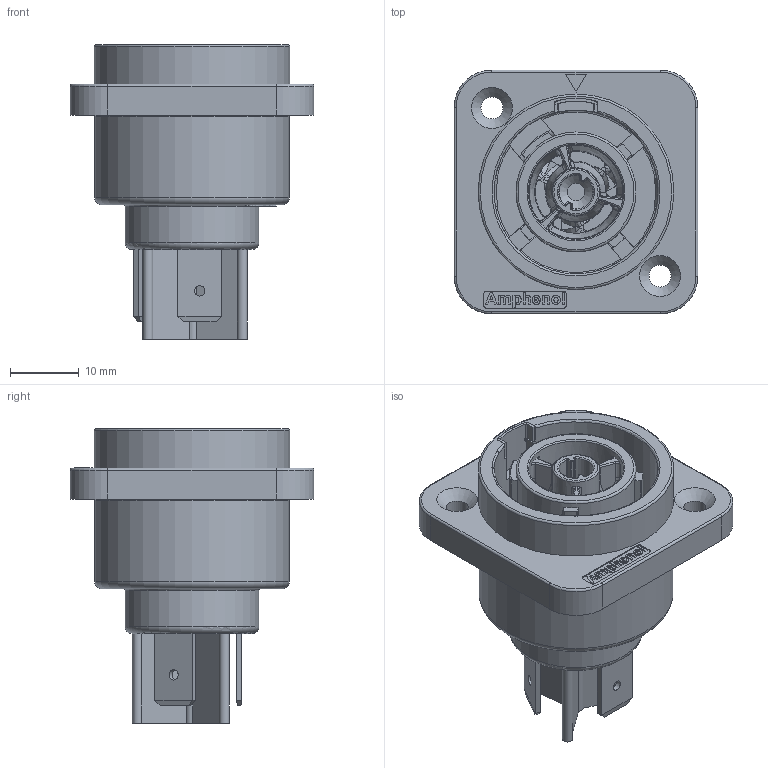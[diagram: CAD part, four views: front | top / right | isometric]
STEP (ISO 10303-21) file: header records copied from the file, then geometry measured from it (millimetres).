
FILE_DESCRIPTION(/* description */ (''),/* implementation_level */ '2;1');
FILE_NAME(/* name */ 'HPT-3-FD.stp',/* time_stamp */ '2019-07-26T15:56:07+10:00',/* author */ ('thien'),/* organization */ (''),/* preprocessor_version */ 'ST-DEVELOPER v17',/* originating_system */ 'Autodesk Inventor 2018',/* authorisation */ '');
FILE_SCHEMA (('CONFIG_CONTROL_DESIGN'));
Products named in the file (1): 55011094-000_Shrinkwrap_1
Bounding box: 35.4 x 35.4 x 42.7 mm (x, y, z)
Volume: 12112.7 mm3; surface area: 17754.9 mm2
Topology: 6 solids, 6 shells, 1236 faces, 3235 edges, 2058 vertices
Faces by surface type: plane 651, cylinder 261, bspline 253, torus 44, cone 19, sphere 8
Full cylindrical faces by diameter (mm): 0.374 x1, 0.423 x1, 1.5 x3, 2.5 x1, 3 x1, 3.2 x2, 3.3 x1, 3.5 x2, 4.9 x1, 6.3 x1, 6.8 x1, 13.8 x1, 17.38 x1, 17.4 x1, 19.4 x1, 23.8 x1, 26.2 x1, 26.22 x1, 26.25 x1, 28.2 x1, 28.4 x1
Entity records: 47157 total; most frequent: CARTESIAN_POINT 18063, ORIENTED_EDGE 6460, DIRECTION 5339, EDGE_CURVE 3230, VERTEX_POINT 2058, LINE 1879, VECTOR 1879, AXIS2_PLACEMENT_3D 1730
